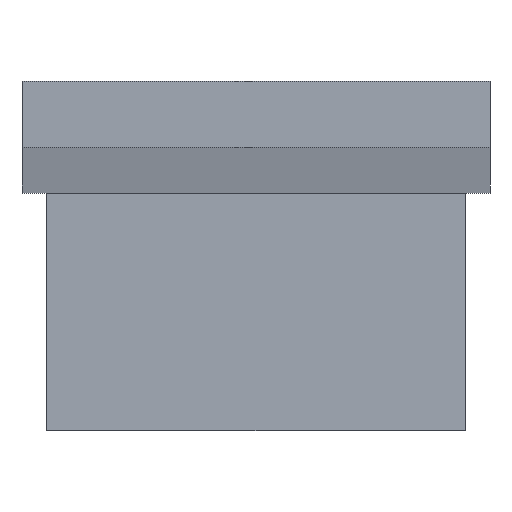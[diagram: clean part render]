
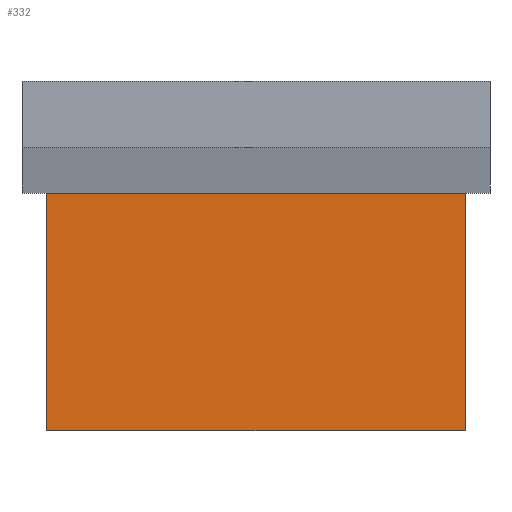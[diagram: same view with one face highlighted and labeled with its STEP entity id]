
A CAD part, front view. The second image highlights one B-rep face of the part: STEP entity #332.
In plain terms, the highlighted planar face has unit normal (0, -1, 0).
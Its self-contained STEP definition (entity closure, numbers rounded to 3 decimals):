
#96=ORIENTED_EDGE('',*,*,#110,.T.);
#97=ORIENTED_EDGE('',*,*,#140,.F.);
#98=ORIENTED_EDGE('',*,*,#145,.F.);
#99=ORIENTED_EDGE('',*,*,#143,.T.);
#110=EDGE_CURVE('',#153,#152,#180,.T.);
#140=EDGE_CURVE('',#171,#152,#210,.T.);
#143=EDGE_CURVE('',#173,#153,#213,.T.);
#145=EDGE_CURVE('',#173,#171,#215,.T.);
#152=VERTEX_POINT('',#459);
#153=VERTEX_POINT('',#461);
#171=VERTEX_POINT('',#521);
#173=VERTEX_POINT('',#529);
#180=LINE('',#460,#222);
#210=LINE('',#522,#252);
#213=LINE('',#528,#255);
#215=LINE('',#532,#257);
#222=VECTOR('',#375,1000.);
#252=VECTOR('',#431,1000.);
#255=VECTOR('',#438,1000.);
#257=VECTOR('',#442,1000.);
#276=EDGE_LOOP('',(#96,#97,#98,#99));
#296=FACE_BOUND('',#276,.T.);
#314=PLANE('',#363);
#332=ADVANCED_FACE('',(#296),#314,.F.);
#363=AXIS2_PLACEMENT_3D('',#531,#440,#441);
#375=DIRECTION('',(-1.,0.,0.));
#431=DIRECTION('',(0.,0.,1.));
#438=DIRECTION('',(0.,0.,1.));
#440=DIRECTION('',(0.,1.,0.));
#441=DIRECTION('',(0.,0.,1.));
#442=DIRECTION('',(-1.,0.,0.));
#459=CARTESIAN_POINT('',(13.5,-4.,-54.396));
#460=CARTESIAN_POINT('',(241.5,-4.,-54.396));
#461=CARTESIAN_POINT('',(241.5,-4.,-54.396));
#521=CARTESIAN_POINT('',(13.5,-4.,-185.896));
#522=CARTESIAN_POINT('',(13.5,-4.,-185.896));
#528=CARTESIAN_POINT('',(241.5,-4.,-185.896));
#529=CARTESIAN_POINT('',(241.5,-4.,-185.896));
#531=CARTESIAN_POINT('',(241.5,-4.,-185.896));
#532=CARTESIAN_POINT('',(241.5,-4.,-185.896));
